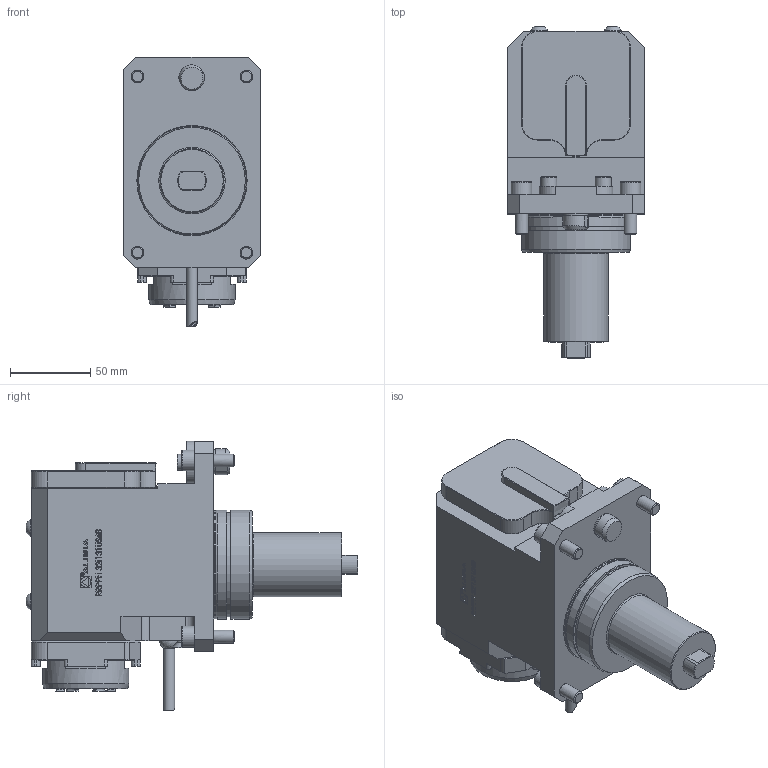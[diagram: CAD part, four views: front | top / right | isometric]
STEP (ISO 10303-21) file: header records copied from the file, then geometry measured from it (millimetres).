
FILE_DESCRIPTION (( 'STEP AP214' ), '1' );
FILE_NAME ('RRPPH32I131US68.STEP', '2026-01-12T15:37:02', ( '' ), ( '' ), 'SwSTEP 2.0', 'SolidWorks 2023', '' );
FILE_SCHEMA (( 'AUTOMOTIVE_DESIGN' ));
Length unit declared in the file: millimetre
Products named in the file (1): RRPPH32I131US68
Bounding box: 85 x 207.3 x 168.2 mm (x, y, z)
Volume: 1320773.1 mm3; surface area: 115656.6 mm2
Topology: 9 solids, 9 shells, 834 faces, 2118 edges, 1384 vertices
Faces by surface type: plane 420, bspline 197, cylinder 133, cone 61, torus 17, sphere 6
Full cylindrical faces by diameter (mm): 1.7 x1, 2.1 x1, 4 x2, 6 x1, 6.366 x1, 7 x2, 8 x8, 10 x2, 10.5 x4, 11.57 x1, 13 x9, 15.2 x1, 27 x1, 33.448 x1, 37.5 x1, 40 x2, 54 x1, 65 x1, 67.601 x1, 68 x2
Entity records: 37619 total; most frequent: CARTESIAN_POINT 15714, ORIENTED_EDGE 3996, DIRECTION 3197, EDGE_CURVE 1998, VERTEX_POINT 1350, AXIS2_PLACEMENT_3D 1067, VECTOR 1063, LINE 1063
